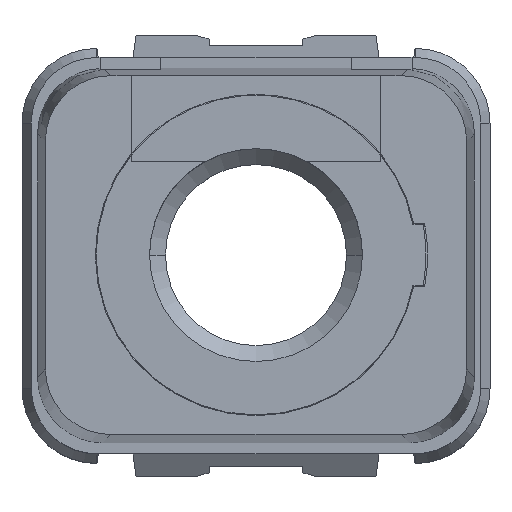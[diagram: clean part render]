
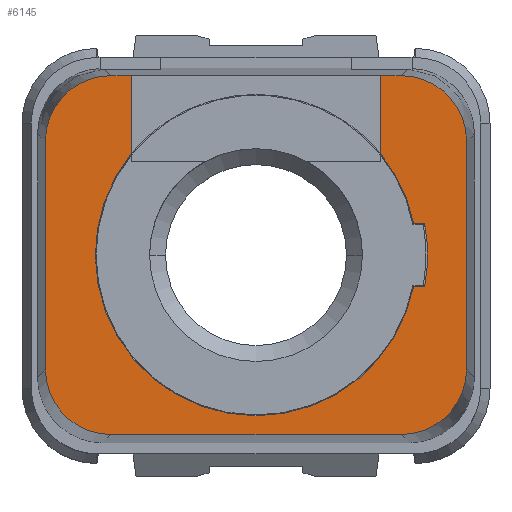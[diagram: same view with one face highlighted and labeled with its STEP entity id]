
A CAD part, top view. The second image highlights one B-rep face of the part: STEP entity #6145.
In plain terms, the highlighted planar face has unit normal (0, 0, 1).
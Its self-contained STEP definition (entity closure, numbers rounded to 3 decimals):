
#117=DIRECTION('',(0.,-1.,0.));
#118=VECTOR('',#117,2.506);
#119=CARTESIAN_POINT('',(-4.,5.75,10.12));
#120=LINE('',#119,#118);
#121=CARTESIAN_POINT('',(0.,0.,10.12));
#122=DIRECTION('',(0.,0.,1.));
#123=DIRECTION('',(-0.777,0.63,0.));
#124=AXIS2_PLACEMENT_3D('',#121,#122,#123);
#126=CARTESIAN_POINT('',(0.,0.,10.12));
#127=DIRECTION('',(0.,0.,1.));
#128=DIRECTION('',(0.,-1.,0.));
#129=AXIS2_PLACEMENT_3D('',#126,#127,#128);
#131=DIRECTION('',(1.,0.,0.));
#132=VECTOR('',#131,0.356);
#133=CARTESIAN_POINT('',(5.052,-1.,10.12));
#134=LINE('',#133,#132);
#135=CARTESIAN_POINT('',(0.,0.,10.12));
#136=DIRECTION('',(0.,0.,1.));
#137=DIRECTION('',(0.983,-0.182,0.));
#138=AXIS2_PLACEMENT_3D('',#135,#136,#137);
#140=DIRECTION('',(-1.,0.,0.));
#141=VECTOR('',#140,0.356);
#142=CARTESIAN_POINT('',(5.408,1.,10.12));
#143=LINE('',#142,#141);
#144=CARTESIAN_POINT('',(0.,0.,10.12));
#145=DIRECTION('',(0.,0.,1.));
#146=DIRECTION('',(0.981,0.194,0.));
#147=AXIS2_PLACEMENT_3D('',#144,#145,#146);
#149=DIRECTION('',(0.,-1.,0.));
#150=VECTOR('',#149,2.506);
#151=CARTESIAN_POINT('',(4.,5.75,10.12));
#152=LINE('',#151,#150);
#153=DIRECTION('',(-1.,0.,0.));
#154=VECTOR('',#153,0.65);
#155=CARTESIAN_POINT('',(4.65,5.75,10.12));
#156=LINE('',#155,#154);
#157=CARTESIAN_POINT('',(4.65,3.65,10.12));
#158=DIRECTION('',(0.,0.,1.));
#159=DIRECTION('',(1.,0.,0.));
#160=AXIS2_PLACEMENT_3D('',#157,#158,#159);
#162=DIRECTION('',(0.,1.,0.));
#163=VECTOR('',#162,7.3);
#164=CARTESIAN_POINT('',(6.75,-3.65,10.12));
#165=LINE('',#164,#163);
#166=CARTESIAN_POINT('',(4.65,-3.65,10.12));
#167=DIRECTION('',(0.,0.,1.));
#168=DIRECTION('',(0.,-1.,0.));
#169=AXIS2_PLACEMENT_3D('',#166,#167,#168);
#171=DIRECTION('',(1.,0.,0.));
#172=VECTOR('',#171,9.3);
#173=CARTESIAN_POINT('',(-4.65,-5.75,10.12));
#174=LINE('',#173,#172);
#175=CARTESIAN_POINT('',(-4.65,-3.65,10.12));
#176=DIRECTION('',(0.,0.,1.));
#177=DIRECTION('',(-1.,0.,0.));
#178=AXIS2_PLACEMENT_3D('',#175,#176,#177);
#180=DIRECTION('',(0.,-1.,0.));
#181=VECTOR('',#180,7.3);
#182=CARTESIAN_POINT('',(-6.75,3.65,10.12));
#183=LINE('',#182,#181);
#184=CARTESIAN_POINT('',(-4.65,3.65,10.12));
#185=DIRECTION('',(0.,0.,1.));
#186=DIRECTION('',(0.,1.,0.));
#187=AXIS2_PLACEMENT_3D('',#184,#185,#186);
#189=DIRECTION('',(-1.,0.,0.));
#190=VECTOR('',#189,0.65);
#191=CARTESIAN_POINT('',(-4.,5.75,10.12));
#192=LINE('',#191,#190);
#4918=CARTESIAN_POINT('',(-6.75,3.65,10.12));
#4919=CARTESIAN_POINT('',(-6.75,-3.65,10.12));
#4920=VERTEX_POINT('',#4918);
#4921=VERTEX_POINT('',#4919);
#4922=CARTESIAN_POINT('',(-4.65,-5.75,10.12));
#4923=VERTEX_POINT('',#4922);
#4924=CARTESIAN_POINT('',(4.65,-5.75,10.12));
#4925=VERTEX_POINT('',#4924);
#4926=CARTESIAN_POINT('',(6.75,-3.65,10.12));
#4927=VERTEX_POINT('',#4926);
#4928=CARTESIAN_POINT('',(6.75,3.65,10.12));
#4929=VERTEX_POINT('',#4928);
#4930=CARTESIAN_POINT('',(4.65,5.75,10.12));
#4931=VERTEX_POINT('',#4930);
#4932=CARTESIAN_POINT('',(-4.65,5.75,10.12));
#4933=VERTEX_POINT('',#4932);
#5222=CARTESIAN_POINT('',(5.052,-1.,10.12));
#5223=CARTESIAN_POINT('',(5.408,-1.,10.12));
#5224=VERTEX_POINT('',#5222);
#5225=VERTEX_POINT('',#5223);
#5226=CARTESIAN_POINT('',(5.408,1.,10.12));
#5227=VERTEX_POINT('',#5226);
#5228=CARTESIAN_POINT('',(5.052,1.,10.12));
#5229=VERTEX_POINT('',#5228);
#5234=CARTESIAN_POINT('',(0.,-5.15,10.12));
#5235=VERTEX_POINT('',#5234);
#5893=CARTESIAN_POINT('',(-4.,5.75,10.12));
#5894=CARTESIAN_POINT('',(-4.,3.244,10.12));
#5895=VERTEX_POINT('',#5893);
#5896=VERTEX_POINT('',#5894);
#5897=CARTESIAN_POINT('',(4.,5.75,10.12));
#5898=CARTESIAN_POINT('',(4.,3.244,10.12));
#5899=VERTEX_POINT('',#5897);
#5900=VERTEX_POINT('',#5898);
#6108=CARTESIAN_POINT('',(0.,0.,10.12));
#6109=DIRECTION('',(0.,0.,1.));
#6110=DIRECTION('',(1.,0.,0.));
#6111=AXIS2_PLACEMENT_3D('',#6108,#6109,#6110);
#6112=PLANE('',#6111);
#6114=ORIENTED_EDGE('',*,*,#6113,.T.);
#6116=ORIENTED_EDGE('',*,*,#6115,.T.);
#6118=ORIENTED_EDGE('',*,*,#6117,.T.);
#6120=ORIENTED_EDGE('',*,*,#6119,.T.);
#6122=ORIENTED_EDGE('',*,*,#6121,.T.);
#6124=ORIENTED_EDGE('',*,*,#6123,.T.);
#6126=ORIENTED_EDGE('',*,*,#6125,.T.);
#6127=ORIENTED_EDGE('',*,*,#6094,.F.);
#6128=ORIENTED_EDGE('',*,*,#6069,.F.);
#6129=ORIENTED_EDGE('',*,*,#6025,.F.);
#6131=ORIENTED_EDGE('',*,*,#6130,.F.);
#6133=ORIENTED_EDGE('',*,*,#6132,.F.);
#6135=ORIENTED_EDGE('',*,*,#6134,.F.);
#6137=ORIENTED_EDGE('',*,*,#6136,.F.);
#6139=ORIENTED_EDGE('',*,*,#6138,.F.);
#6141=ORIENTED_EDGE('',*,*,#6140,.F.);
#6142=ORIENTED_EDGE('',*,*,#6055,.F.);
#6143=EDGE_LOOP('',(#6114,#6116,#6118,#6120,#6122,#6124,#6126,#6127,#6128,#6129,
#6131,#6133,#6135,#6137,#6139,#6141,#6142));
#6144=FACE_OUTER_BOUND('',#6143,.F.);
#6145=ADVANCED_FACE('',(#6144),#6112,.T.);
#125=CIRCLE('',#124,5.15);
#130=CIRCLE('',#129,5.15);
#139=CIRCLE('',#138,5.5);
#148=CIRCLE('',#147,5.15);
#161=CIRCLE('',#160,2.1);
#170=CIRCLE('',#169,2.1);
#179=CIRCLE('',#178,2.1);
#188=CIRCLE('',#187,2.1);
#6025=EDGE_CURVE('',#4929,#4931,#161,.T.);
#6055=EDGE_CURVE('',#5895,#4933,#192,.T.);
#6069=EDGE_CURVE('',#4931,#5899,#156,.T.);
#6094=EDGE_CURVE('',#5899,#5900,#152,.T.);
#6113=EDGE_CURVE('',#5895,#5896,#120,.T.);
#6115=EDGE_CURVE('',#5896,#5235,#125,.T.);
#6117=EDGE_CURVE('',#5235,#5224,#130,.T.);
#6119=EDGE_CURVE('',#5224,#5225,#134,.T.);
#6121=EDGE_CURVE('',#5225,#5227,#139,.T.);
#6123=EDGE_CURVE('',#5227,#5229,#143,.T.);
#6125=EDGE_CURVE('',#5229,#5900,#148,.T.);
#6130=EDGE_CURVE('',#4927,#4929,#165,.T.);
#6132=EDGE_CURVE('',#4925,#4927,#170,.T.);
#6134=EDGE_CURVE('',#4923,#4925,#174,.T.);
#6136=EDGE_CURVE('',#4921,#4923,#179,.T.);
#6138=EDGE_CURVE('',#4920,#4921,#183,.T.);
#6140=EDGE_CURVE('',#4933,#4920,#188,.T.);
